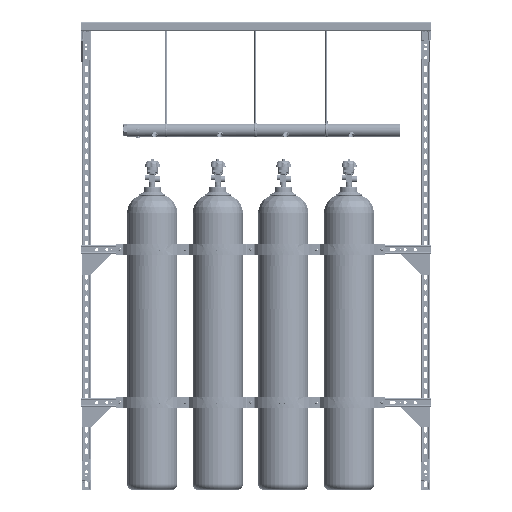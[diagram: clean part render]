
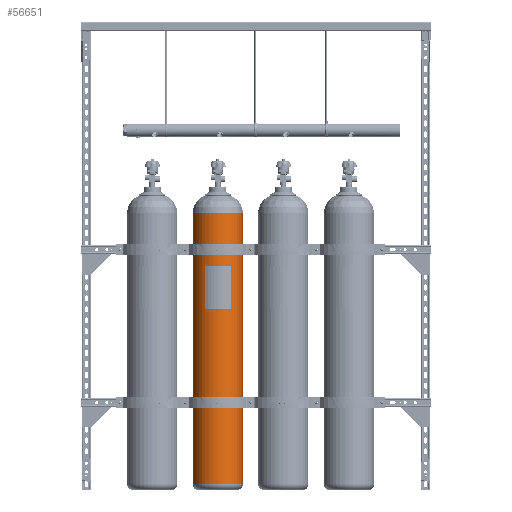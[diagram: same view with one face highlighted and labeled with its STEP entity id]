
A CAD part, top view. The second image highlights one B-rep face of the part: STEP entity #56651.
In plain terms, the highlighted cylindrical face has radius 116.635 mm (diameter 233.269 mm), a partial arc.
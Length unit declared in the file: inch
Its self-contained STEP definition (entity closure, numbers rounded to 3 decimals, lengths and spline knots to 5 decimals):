
#1094 = CARTESIAN_POINT ( 'NONE',  ( -4.59191, -4.92411, 0. ) ) ;
#3373 = DIRECTION ( 'NONE',  ( -1., 0., 0. ) ) ;
#6990 = DIRECTION ( 'NONE',  ( 0., 1., 0. ) ) ;
#11509 = AXIS2_PLACEMENT_3D ( 'NONE', #113611, #39047, #114228 ) ;
#12857 = CARTESIAN_POINT ( 'NONE',  ( 0., 0., 0. ) ) ;
#13008 = CARTESIAN_POINT ( 'NONE',  ( 4.59191, 0., 0. ) ) ;
#14028 = VERTEX_POINT ( 'NONE', #1094 ) ;
#17550 = VERTEX_POINT ( 'NONE', #39788 ) ;
#19785 = CIRCLE ( 'NONE', #104543, 4.59191 ) ;
#27731 = CARTESIAN_POINT ( 'NONE',  ( 0., -54.5, 0. ) ) ;
#30008 = VERTEX_POINT ( 'NONE', #58253 ) ;
#30075 = LINE ( 'NONE', #13008, #121551 ) ;
#34150 = ORIENTED_EDGE ( 'NONE', *, *, #68967, .F. ) ;
#39047 = DIRECTION ( 'NONE',  ( 0., 1., 0. ) ) ;
#39788 = CARTESIAN_POINT ( 'NONE',  ( 4.59191, -4.92411, 0. ) ) ;
#43655 = CARTESIAN_POINT ( 'NONE',  ( -4.59191, 0., 0. ) ) ;
#53261 = CYLINDRICAL_SURFACE ( 'NONE', #123177, 4.59191 ) ;
#55709 = EDGE_LOOP ( 'NONE', ( #86262, #97749, #34150, #114265 ) ) ;
#56651 = ADVANCED_FACE ( 'NONE', ( #101260 ), #53261, .T. ) ;
#58060 = DIRECTION ( 'NONE',  ( 0., 1., 0. ) ) ;
#58253 = CARTESIAN_POINT ( 'NONE',  ( -4.59191, -54.5, 0. ) ) ;
#62001 = EDGE_CURVE ( 'NONE', #78020, #17550, #30075, .T. ) ;
#68623 = DIRECTION ( 'NONE',  ( 0., 1., 0. ) ) ;
#68967 = EDGE_CURVE ( 'NONE', #14028, #17550, #72026, .T. ) ;
#72026 = CIRCLE ( 'NONE', #11509, 4.59191 ) ;
#73245 = EDGE_CURVE ( 'NONE', #30008, #78020, #19785, .T. ) ;
#78020 = VERTEX_POINT ( 'NONE', #122155 ) ;
#86262 = ORIENTED_EDGE ( 'NONE', *, *, #73245, .T. ) ;
#89920 = DIRECTION ( 'NONE',  ( 0., 1., 0. ) ) ;
#90019 = EDGE_CURVE ( 'NONE', #30008, #14028, #93516, .T. ) ;
#93516 = LINE ( 'NONE', #43655, #120428 ) ;
#97749 = ORIENTED_EDGE ( 'NONE', *, *, #62001, .T. ) ;
#101260 = FACE_OUTER_BOUND ( 'NONE', #55709, .T. ) ;
#104543 = AXIS2_PLACEMENT_3D ( 'NONE', #27731, #58060, #107293 ) ;
#107293 = DIRECTION ( 'NONE',  ( -1., 0., 0. ) ) ;
#113611 = CARTESIAN_POINT ( 'NONE',  ( 0., -4.92411, 0. ) ) ;
#114228 = DIRECTION ( 'NONE',  ( -1., 0., 0. ) ) ;
#114265 = ORIENTED_EDGE ( 'NONE', *, *, #90019, .F. ) ;
#120428 = VECTOR ( 'NONE', #6990, 39.37008 ) ;
#121551 = VECTOR ( 'NONE', #68623, 39.37008 ) ;
#122155 = CARTESIAN_POINT ( 'NONE',  ( 4.59191, -54.5, 0. ) ) ;
#123177 = AXIS2_PLACEMENT_3D ( 'NONE', #12857, #89920, #3373 ) ;
